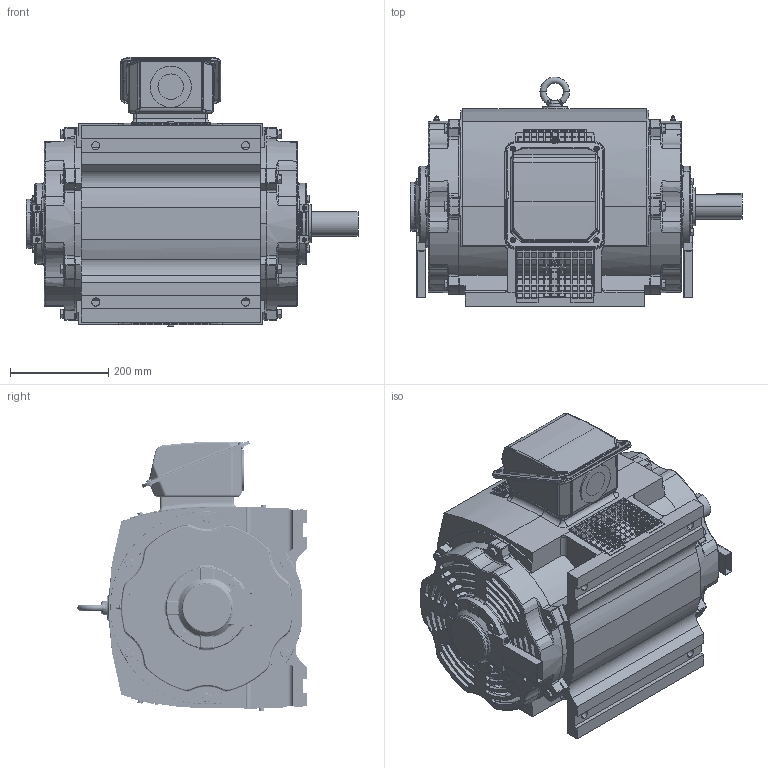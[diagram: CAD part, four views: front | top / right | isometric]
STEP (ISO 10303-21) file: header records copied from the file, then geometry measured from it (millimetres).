
FILE_DESCRIPTION(('CATIA V5 STEP Exchange'),'2;1');
FILE_NAME('31043A435 ASHH-326TS.stp','2019-09-11T00:46:13+00:00',('none'),('none'),'Unofficial Packaging Version','CATIA V5 STEP AP203','none');
FILE_SCHEMA(('CONFIG_CONTROL_DESIGN'));
Products named in the file (1): 31043A435 ASHH-326TS
Bounding box: 675.5 x 467.2 x 548.8 mm (x, y, z)
Volume: 61187295.3 mm3; surface area: 2312698.2 mm2
Topology: 2 solids, 36 shells, 4762 faces, 13616 edges, 8767 vertices
Faces by surface type: plane 2435, cylinder 1433, bspline 387, cone 229, torus 222, sphere 56
Entity records: 176134 total; most frequent: CARTESIAN_POINT 61659, ORIENTED_EDGE 27048, DIRECTION 17919, EDGE_CURVE 13524, VERTEX_POINT 8767, VECTOR 7287, LINE 7287, AXIS2_PLACEMENT_3D 7019
